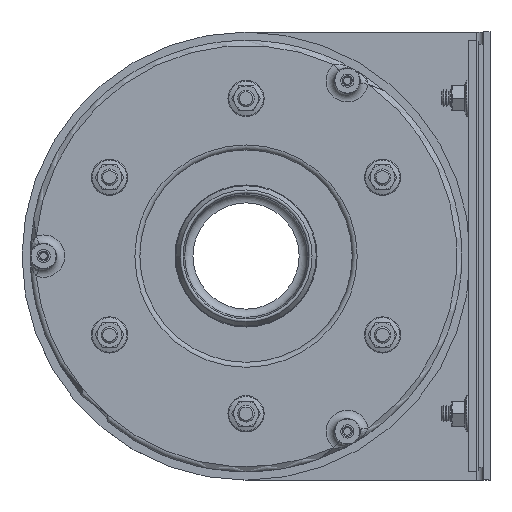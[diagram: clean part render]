
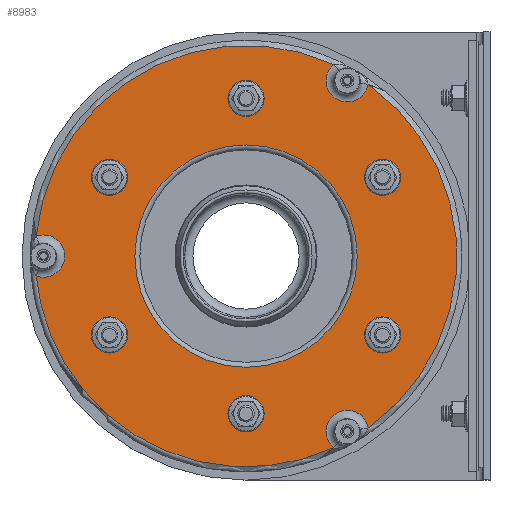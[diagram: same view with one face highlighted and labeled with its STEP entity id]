
A CAD part, top view. The second image highlights one B-rep face of the part: STEP entity #8983.
In plain terms, the highlighted planar face has unit normal (0, 0, 1).
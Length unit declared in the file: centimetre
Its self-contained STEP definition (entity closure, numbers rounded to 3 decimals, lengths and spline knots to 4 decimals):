
#274=FACE_BOUND('',#1728,.T.);
#275=FACE_BOUND('',#1729,.T.);
#276=FACE_BOUND('',#1730,.T.);
#277=FACE_BOUND('',#1731,.T.);
#278=FACE_BOUND('',#1732,.T.);
#279=FACE_BOUND('',#1733,.T.);
#280=FACE_BOUND('',#1734,.T.);
#484=PLANE('',#10101);
#1061=FACE_OUTER_BOUND('',#1727,.T.);
#1727=EDGE_LOOP('',(#7557,#7558,#7559,#7560,#7561,#7562,#7563));
#1728=EDGE_LOOP('',(#7564));
#1729=EDGE_LOOP('',(#7565));
#1730=EDGE_LOOP('',(#7566));
#1731=EDGE_LOOP('',(#7567));
#1732=EDGE_LOOP('',(#7568));
#1733=EDGE_LOOP('',(#7569));
#1734=EDGE_LOOP('',(#7570));
#3343=CIRCLE('',#10051,8.5);
#3349=CIRCLE('',#10060,8.5);
#3355=CIRCLE('',#10069,8.5);
#3361=CIRCLE('',#10078,8.5);
#3367=CIRCLE('',#10087,8.5);
#3373=CIRCLE('',#10096,8.5);
#3376=CIRCLE('',#10102,12.7676);
#3377=CIRCLE('',#10103,127.);
#3378=CIRCLE('',#10104,127.);
#3379=CIRCLE('',#10105,12.7676);
#3380=CIRCLE('',#10106,127.);
#3381=CIRCLE('',#10107,12.7676);
#3382=CIRCLE('',#10108,127.);
#3383=CIRCLE('',#10109,67.);
#4093=VERTEX_POINT('',#16268);
#4098=VERTEX_POINT('',#16284);
#4103=VERTEX_POINT('',#16300);
#4108=VERTEX_POINT('',#16316);
#4113=VERTEX_POINT('',#16332);
#4118=VERTEX_POINT('',#16348);
#4121=VERTEX_POINT('',#16360);
#4122=VERTEX_POINT('',#16361);
#4123=VERTEX_POINT('',#16363);
#4124=VERTEX_POINT('',#16365);
#4125=VERTEX_POINT('',#16367);
#4126=VERTEX_POINT('',#16369);
#4127=VERTEX_POINT('',#16371);
#4128=VERTEX_POINT('',#16374);
#5239=EDGE_CURVE('',#4093,#4093,#3343,.T.);
#5247=EDGE_CURVE('',#4098,#4098,#3349,.T.);
#5255=EDGE_CURVE('',#4103,#4103,#3355,.T.);
#5263=EDGE_CURVE('',#4108,#4108,#3361,.T.);
#5271=EDGE_CURVE('',#4113,#4113,#3367,.T.);
#5279=EDGE_CURVE('',#4118,#4118,#3373,.T.);
#5284=EDGE_CURVE('',#4121,#4122,#3376,.T.);
#5285=EDGE_CURVE('',#4123,#4121,#3377,.T.);
#5286=EDGE_CURVE('',#4124,#4123,#3378,.T.);
#5287=EDGE_CURVE('',#4125,#4124,#3379,.T.);
#5288=EDGE_CURVE('',#4126,#4125,#3380,.T.);
#5289=EDGE_CURVE('',#4127,#4126,#3381,.T.);
#5290=EDGE_CURVE('',#4122,#4127,#3382,.T.);
#5291=EDGE_CURVE('',#4128,#4128,#3383,.T.);
#7557=ORIENTED_EDGE('',*,*,#5284,.F.);
#7558=ORIENTED_EDGE('',*,*,#5285,.F.);
#7559=ORIENTED_EDGE('',*,*,#5286,.F.);
#7560=ORIENTED_EDGE('',*,*,#5287,.F.);
#7561=ORIENTED_EDGE('',*,*,#5288,.F.);
#7562=ORIENTED_EDGE('',*,*,#5289,.F.);
#7563=ORIENTED_EDGE('',*,*,#5290,.F.);
#7564=ORIENTED_EDGE('',*,*,#5239,.F.);
#7565=ORIENTED_EDGE('',*,*,#5247,.F.);
#7566=ORIENTED_EDGE('',*,*,#5255,.F.);
#7567=ORIENTED_EDGE('',*,*,#5263,.F.);
#7568=ORIENTED_EDGE('',*,*,#5271,.F.);
#7569=ORIENTED_EDGE('',*,*,#5279,.F.);
#7570=ORIENTED_EDGE('',*,*,#5291,.T.);
#8983=ADVANCED_FACE('',(#1061,#274,#275,#276,#277,#278,#279,#280),#484,
 .T.);
#10051=AXIS2_PLACEMENT_3D('',#16270,#12548,#12549);
#10060=AXIS2_PLACEMENT_3D('',#16286,#12568,#12569);
#10069=AXIS2_PLACEMENT_3D('',#16302,#12588,#12589);
#10078=AXIS2_PLACEMENT_3D('',#16318,#12608,#12609);
#10087=AXIS2_PLACEMENT_3D('',#16334,#12628,#12629);
#10096=AXIS2_PLACEMENT_3D('',#16350,#12648,#12649);
#10101=AXIS2_PLACEMENT_3D('',#16359,#12660,#12661);
#10102=AXIS2_PLACEMENT_3D('',#16362,#12662,#12663);
#10103=AXIS2_PLACEMENT_3D('',#16364,#12664,#12665);
#10104=AXIS2_PLACEMENT_3D('',#16366,#12666,#12667);
#10105=AXIS2_PLACEMENT_3D('',#16368,#12668,#12669);
#10106=AXIS2_PLACEMENT_3D('',#16370,#12670,#12671);
#10107=AXIS2_PLACEMENT_3D('',#16372,#12672,#12673);
#10108=AXIS2_PLACEMENT_3D('',#16373,#12674,#12675);
#10109=AXIS2_PLACEMENT_3D('',#16375,#12676,#12677);
#12548=DIRECTION('center_axis',(0.,0.,
1.));
#12549=DIRECTION('ref_axis',(0.866,0.5,0.));
#12568=DIRECTION('center_axis',(0.,0.,
1.));
#12569=DIRECTION('ref_axis',(0.866,0.5,0.));
#12588=DIRECTION('center_axis',(0.,0.,
1.));
#12589=DIRECTION('ref_axis',(0.866,0.5,0.));
#12608=DIRECTION('center_axis',(0.,0.,
1.));
#12609=DIRECTION('ref_axis',(0.866,0.5,0.));
#12628=DIRECTION('center_axis',(0.,0.,
1.));
#12629=DIRECTION('ref_axis',(0.866,0.5,0.));
#12648=DIRECTION('center_axis',(0.,0.,
1.));
#12649=DIRECTION('ref_axis',(0.866,0.5,0.));
#12660=DIRECTION('center_axis',(0.,0.,
1.));
#12661=DIRECTION('ref_axis',(-0.866,-0.5,0.));
#12662=DIRECTION('center_axis',(0.,0.,
1.));
#12663=DIRECTION('ref_axis',(1.,0.,0.));
#12664=DIRECTION('center_axis',(0.,0.,
-1.));
#12665=DIRECTION('ref_axis',(0.5,-0.866,0.));
#12666=DIRECTION('center_axis',(0.,0.,
-1.));
#12667=DIRECTION('ref_axis',(0.5,-0.866,0.));
#12668=DIRECTION('center_axis',(0.,0.,
1.));
#12669=DIRECTION('ref_axis',(-0.5,0.866,0.));
#12670=DIRECTION('center_axis',(0.,0.,
-1.));
#12671=DIRECTION('ref_axis',(0.5,-0.866,0.));
#12672=DIRECTION('center_axis',(0.,0.,
1.));
#12673=DIRECTION('ref_axis',(-0.5,-0.866,0.));
#12674=DIRECTION('center_axis',(0.,0.,
-1.));
#12675=DIRECTION('ref_axis',(0.5,-0.866,0.));
#12676=DIRECTION('center_axis',(0.,0.,
-1.));
#12677=DIRECTION('ref_axis',(0.5,-0.866,0.));
#16268=CARTESIAN_POINT('',(345.1413,204.8439,93.5005));
#16270=CARTESIAN_POINT('Origin',(349.3913,212.2051,93.5005));
#16284=CARTESIAN_POINT('',(509.6861,219.5663,93.5005));
#16286=CARTESIAN_POINT('Origin',(513.9361,212.2051,93.5005));
#16300=CARTESIAN_POINT('',(440.1637,69.7051,93.5005));
#16302=CARTESIAN_POINT('Origin',(431.6637,69.7051,93.5005));
#16316=CARTESIAN_POINT('',(518.1861,124.5663,93.5005));
#16318=CARTESIAN_POINT('Origin',(513.9361,117.2051,93.5005));
#16332=CARTESIAN_POINT('',(423.1637,259.7051,93.5005));
#16334=CARTESIAN_POINT('Origin',(431.6637,259.7051,93.5005));
#16348=CARTESIAN_POINT('',(353.6413,109.8439,93.5005));
#16350=CARTESIAN_POINT('Origin',(349.3913,117.2051,93.5005));
#16359=CARTESIAN_POINT('Origin',(368.1637,274.6904,93.5005));
#16360=CARTESIAN_POINT('',(305.2293,152.7324,93.5005));
#16361=CARTESIAN_POINT('',(305.2293,176.6779,93.5005));
#16362=CARTESIAN_POINT('Origin',(309.6637,164.7051,93.5005));
#16363=CARTESIAN_POINT('',(321.6785,101.2051,93.5005));
#16364=CARTESIAN_POINT('Origin',(431.6637,164.7051,93.5005));
#16365=CARTESIAN_POINT('',(484.5122,49.2234,93.5005));
#16366=CARTESIAN_POINT('Origin',(431.6637,164.7051,93.5005));
#16367=CARTESIAN_POINT('',(505.2496,61.1961,93.5005));
#16368=CARTESIAN_POINT('Origin',(492.6637,59.05,93.5005));
#16369=CARTESIAN_POINT('',(505.2496,268.2141,93.5005));
#16370=CARTESIAN_POINT('Origin',(431.6637,164.7051,93.5005));
#16371=CARTESIAN_POINT('',(484.5122,280.1869,93.5005));
#16372=CARTESIAN_POINT('Origin',(492.6637,270.3602,93.5005));
#16373=CARTESIAN_POINT('Origin',(431.6637,164.7051,93.5005));
#16374=CARTESIAN_POINT('',(373.64,131.2051,93.5005));
#16375=CARTESIAN_POINT('Origin',(431.6637,164.7051,93.5005));
